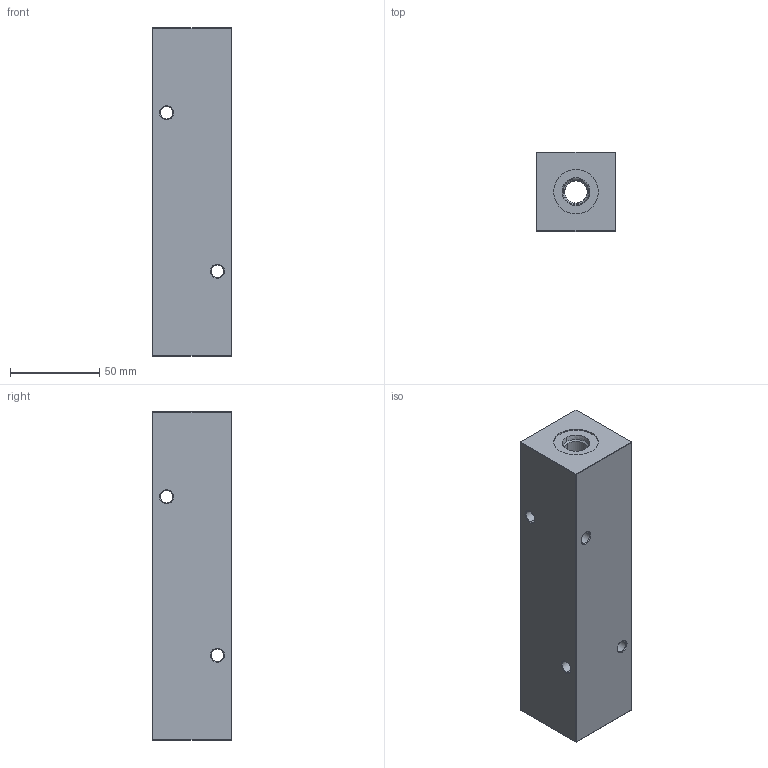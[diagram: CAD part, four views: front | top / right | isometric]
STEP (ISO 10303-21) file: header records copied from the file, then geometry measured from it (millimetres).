
FILE_DESCRIPTION (( 'STEP AP203' ), '1' );
FILE_NAME ('HM-4-90-S-6-6.STEP', '2020-11-09T21:17:04', ( '' ), ( '' ), 'SwSTEP 2.0', 'SolidWorks 2019', '' );
FILE_SCHEMA (( 'CONFIG_CONTROL_DESIGN' ));
Length unit declared in the file: inch
Products named in the file (1): HM-4-90-S-6-6
Bounding box: 44.45 x 44.45 x 184.15 mm (x, y, z)
Volume: 311533.6 mm3; surface area: 50528.1 mm2
Topology: 1 solids, 1 shells, 610 faces, 1574 edges, 1010 vertices
Faces by surface type: plane 245, bspline 195, cylinder 86, cone 84
Entity records: 27969 total; most frequent: CARTESIAN_POINT 14506, ORIENTED_EDGE 3148, DIRECTION 2078, EDGE_CURVE 1574, VERTEX_POINT 1010, LINE 858, VECTOR 858, EDGE_LOOP 684
